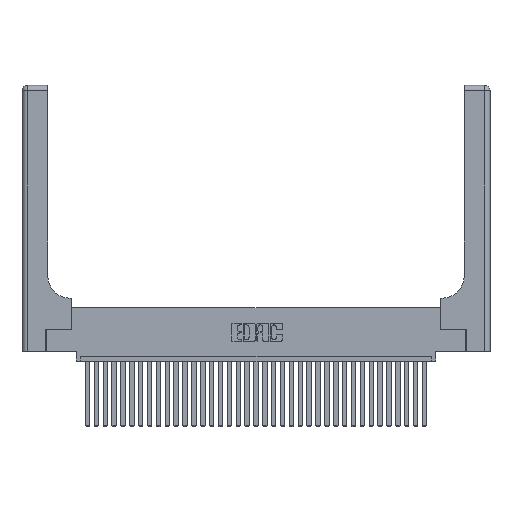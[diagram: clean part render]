
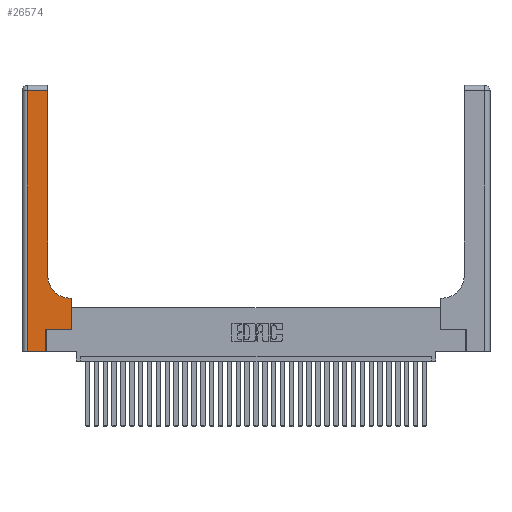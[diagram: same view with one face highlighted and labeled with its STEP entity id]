
A CAD part, top view. The second image highlights one B-rep face of the part: STEP entity #26574.
In plain terms, the highlighted planar face has unit normal (0, 0, 1).
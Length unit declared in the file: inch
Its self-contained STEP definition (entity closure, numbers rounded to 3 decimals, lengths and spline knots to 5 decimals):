
#412 = EDGE_CURVE ( 'NONE', #27184, #8168, #14871, .T. ) ;
#1417 = PLANE ( 'NONE',  #30614 ) ;
#1523 = DIRECTION ( 'NONE',  ( 0., -1., 0. ) ) ;
#1589 = DIRECTION ( 'NONE',  ( -1., 0., 0. ) ) ;
#1756 = EDGE_CURVE ( 'NONE', #25263, #9486, #2168, .T. ) ;
#2168 = LINE ( 'NONE', #26676, #29944 ) ;
#3632 = LINE ( 'NONE', #12135, #13695 ) ;
#3879 = EDGE_CURVE ( 'NONE', #16256, #27184, #16267, .T. ) ;
#6287 = ORIENTED_EDGE ( 'NONE', *, *, #3879, .T. ) ;
#7060 = ORIENTED_EDGE ( 'NONE', *, *, #27104, .T. ) ;
#7356 = DIRECTION ( 'NONE',  ( 0., 1., 0. ) ) ;
#7445 = VECTOR ( 'NONE', #11488, 39.37008 ) ;
#8164 = CARTESIAN_POINT ( 'NONE',  ( 0.5585, 0.25, 0.37 ) ) ;
#8168 = VERTEX_POINT ( 'NONE', #30792 ) ;
#8805 = EDGE_CURVE ( 'NONE', #33260, #25263, #3632, .T. ) ;
#9059 = EDGE_CURVE ( 'NONE', #22403, #33260, #22330, .T. ) ;
#9349 = CIRCLE ( 'NONE', #10234, 0.25 ) ;
#9439 = EDGE_CURVE ( 'NONE', #8168, #19356, #24023, .T. ) ;
#9486 = VERTEX_POINT ( 'NONE', #20194 ) ;
#10061 = CARTESIAN_POINT ( 'NONE',  ( 0.2915, 0.85, 0.37 ) ) ;
#10234 = AXIS2_PLACEMENT_3D ( 'NONE', #32941, #16789, #28580 ) ;
#10262 = EDGE_CURVE ( 'NONE', #9486, #16256, #14210, .T. ) ;
#10464 = DIRECTION ( 'NONE',  ( 0., 1., 0. ) ) ;
#11204 = CARTESIAN_POINT ( 'NONE',  ( 0.2915, 2.94, 0.37 ) ) ;
#11488 = DIRECTION ( 'NONE',  ( 1., 0., 0. ) ) ;
#12135 = CARTESIAN_POINT ( 'NONE',  ( 0.06, 3., 0.37 ) ) ;
#12568 = VECTOR ( 'NONE', #10464, 39.37008 ) ;
#13558 = EDGE_LOOP ( 'NONE', ( #7060, #18589, #25686, #16564, #33857, #6287, #22948, #15641, #26744 ) ) ;
#13695 = VECTOR ( 'NONE', #1523, 39.37008 ) ;
#14082 = VERTEX_POINT ( 'NONE', #10061 ) ;
#14210 = LINE ( 'NONE', #21187, #12568 ) ;
#14593 = DIRECTION ( 'NONE',  ( -1., 0., 0. ) ) ;
#14835 = CARTESIAN_POINT ( 'NONE',  ( 0.5415, 0.6, 0.37 ) ) ;
#14871 = LINE ( 'NONE', #17713, #30013 ) ;
#15078 = DIRECTION ( 'NONE',  ( 0., 0., -1. ) ) ;
#15641 = ORIENTED_EDGE ( 'NONE', *, *, #9439, .T. ) ;
#15978 = DIRECTION ( 'NONE',  ( 1., 0., 0. ) ) ;
#16256 = VERTEX_POINT ( 'NONE', #18067 ) ;
#16267 = LINE ( 'NONE', #30820, #7445 ) ;
#16564 = ORIENTED_EDGE ( 'NONE', *, *, #1756, .T. ) ;
#16789 = DIRECTION ( 'NONE',  ( 0., 0., -1. ) ) ;
#17713 = CARTESIAN_POINT ( 'NONE',  ( 0.5585, 0.25, 0.37 ) ) ;
#18067 = CARTESIAN_POINT ( 'NONE',  ( 0.269, 0.25, 0.37 ) ) ;
#18589 = ORIENTED_EDGE ( 'NONE', *, *, #9059, .T. ) ;
#19356 = VERTEX_POINT ( 'NONE', #14835 ) ;
#20194 = CARTESIAN_POINT ( 'NONE',  ( 0.269, 0., 0.37 ) ) ;
#20454 = FACE_OUTER_BOUND ( 'NONE', #13558, .T. ) ;
#20661 = CARTESIAN_POINT ( 'NONE',  ( 0.2915, 0.6, 0.37 ) ) ;
#20685 = EDGE_CURVE ( 'NONE', #19356, #14082, #9349, .T. ) ;
#21187 = CARTESIAN_POINT ( 'NONE',  ( 0.269, 0., 0.37 ) ) ;
#21772 = CARTESIAN_POINT ( 'NONE',  ( 0.06, 0., 0.37 ) ) ;
#22330 = LINE ( 'NONE', #25703, #30354 ) ;
#22403 = VERTEX_POINT ( 'NONE', #11204 ) ;
#22948 = ORIENTED_EDGE ( 'NONE', *, *, #412, .T. ) ;
#24023 = LINE ( 'NONE', #20661, #30319 ) ;
#24262 = VECTOR ( 'NONE', #25962, 39.37008 ) ;
#25263 = VERTEX_POINT ( 'NONE', #21772 ) ;
#25686 = ORIENTED_EDGE ( 'NONE', *, *, #8805, .T. ) ;
#25703 = CARTESIAN_POINT ( 'NONE',  ( 0., 2.94, 0.37 ) ) ;
#25962 = DIRECTION ( 'NONE',  ( 0., 1., 0. ) ) ;
#26422 = CARTESIAN_POINT ( 'NONE',  ( 0.06, 2.94, 0.37 ) ) ;
#26574 = ADVANCED_FACE ( 'NONE', ( #20454 ), #1417, .F. ) ;
#26676 = CARTESIAN_POINT ( 'NONE',  ( 0., 0., 0.37 ) ) ;
#26744 = ORIENTED_EDGE ( 'NONE', *, *, #20685, .T. ) ;
#27104 = EDGE_CURVE ( 'NONE', #14082, #22403, #32278, .T. ) ;
#27184 = VERTEX_POINT ( 'NONE', #8164 ) ;
#28580 = DIRECTION ( 'NONE',  ( 1., 0., 0. ) ) ;
#29944 = VECTOR ( 'NONE', #15978, 39.37008 ) ;
#30013 = VECTOR ( 'NONE', #7356, 39.37008 ) ;
#30319 = VECTOR ( 'NONE', #34108, 39.37008 ) ;
#30354 = VECTOR ( 'NONE', #1589, 39.37008 ) ;
#30614 = AXIS2_PLACEMENT_3D ( 'NONE', #31226, #15078, #14593 ) ;
#30792 = CARTESIAN_POINT ( 'NONE',  ( 0.5585, 0.6, 0.37 ) ) ;
#30820 = CARTESIAN_POINT ( 'NONE',  ( 0.269, 0.25, 0.37 ) ) ;
#31226 = CARTESIAN_POINT ( 'NONE',  ( 0., 3., 0.37 ) ) ;
#31888 = CARTESIAN_POINT ( 'NONE',  ( 0.2915, 3., 0.37 ) ) ;
#32278 = LINE ( 'NONE', #31888, #24262 ) ;
#32941 = CARTESIAN_POINT ( 'NONE',  ( 0.5415, 0.85, 0.37 ) ) ;
#33260 = VERTEX_POINT ( 'NONE', #26422 ) ;
#33857 = ORIENTED_EDGE ( 'NONE', *, *, #10262, .T. ) ;
#34108 = DIRECTION ( 'NONE',  ( -1., 0., 0. ) ) ;
